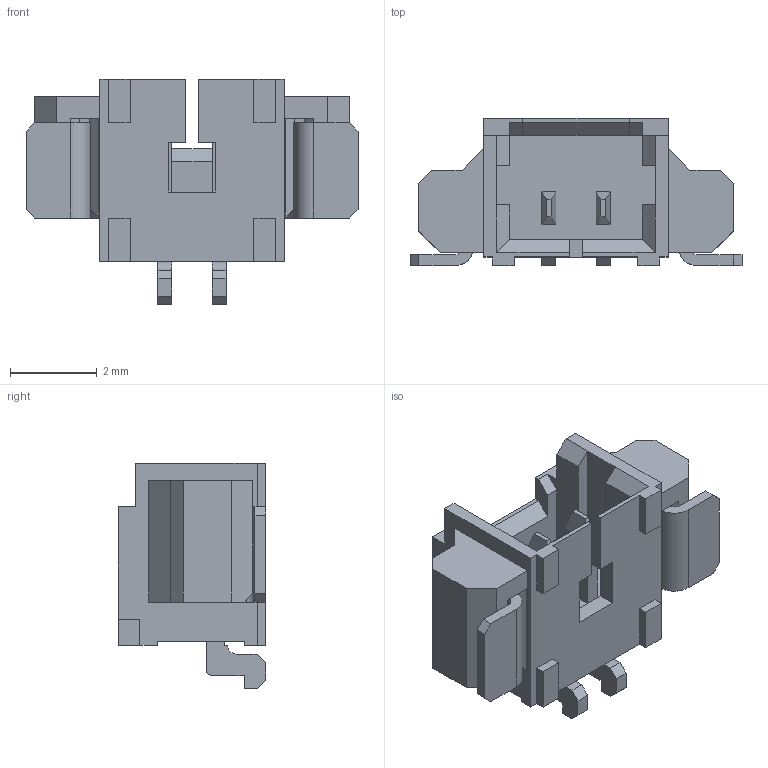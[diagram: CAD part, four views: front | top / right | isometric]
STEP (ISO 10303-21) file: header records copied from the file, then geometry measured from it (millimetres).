
FILE_DESCRIPTION (( 'STEP AP214' ), '1' );
FILE_NAME ('532610271.STEP', '2023-04-13T18:10:12', ( '' ), ( '' ), 'SwSTEP 2.0', 'SolidWorks 2021', '' );
FILE_SCHEMA (( 'AUTOMOTIVE_DESIGN' ));
Length unit declared in the file: millimetre
Products named in the file (1): 532610271
Bounding box: 7.65 x 3.4 x 5.2 mm (x, y, z)
Volume: 47.6 mm3; surface area: 211.3 mm2
Topology: 5 solids, 5 shells, 215 faces, 587 edges, 384 vertices
Faces by surface type: plane 201, cylinder 14
Entity records: 6729 total; most frequent: CARTESIAN_POINT 1193, ORIENTED_EDGE 1174, DIRECTION 1043, EDGE_CURVE 587, LINE 559, VECTOR 559, VERTEX_POINT 384, AXIS2_PLACEMENT_3D 242
